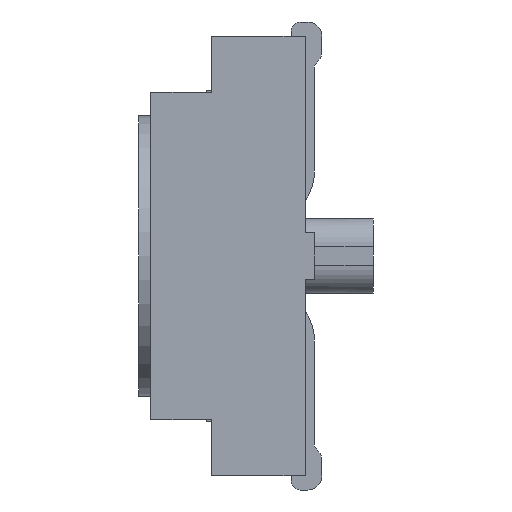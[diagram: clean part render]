
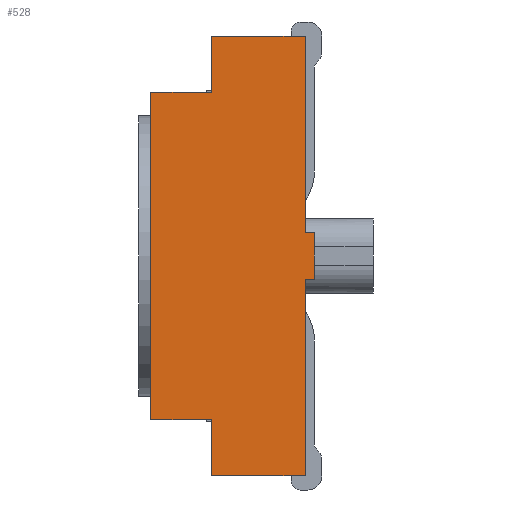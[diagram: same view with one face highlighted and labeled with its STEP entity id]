
A CAD part, left-side view. The second image highlights one B-rep face of the part: STEP entity #528.
In plain terms, the highlighted planar face has unit normal (-1, 0, 0).
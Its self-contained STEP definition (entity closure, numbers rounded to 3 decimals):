
#528 = ADVANCED_FACE( '', ( #1967 ), #1968, .F. );
#1967 = FACE_OUTER_BOUND( '', #4173, .T. );
#1968 = PLANE( '', #4174 );
#4173 = EDGE_LOOP( '', ( #8919, #8920, #8921, #8922, #8923, #8924, #8925, #8926, #8927, #8928, #8929, #8930 ) );
#4174 = AXIS2_PLACEMENT_3D( '', #8931, #8932, #8933 );
#8919 = ORIENTED_EDGE( '', *, *, #15889, .T. );
#8920 = ORIENTED_EDGE( '', *, *, #16847, .T. );
#8921 = ORIENTED_EDGE( '', *, *, #15991, .T. );
#8922 = ORIENTED_EDGE( '', *, *, #16878, .F. );
#8923 = ORIENTED_EDGE( '', *, *, #16859, .F. );
#8924 = ORIENTED_EDGE( '', *, *, #16841, .T. );
#8925 = ORIENTED_EDGE( '', *, *, #15916, .F. );
#8926 = ORIENTED_EDGE( '', *, *, #16778, .T. );
#8927 = ORIENTED_EDGE( '', *, *, #16782, .T. );
#8928 = ORIENTED_EDGE( '', *, *, #16927, .F. );
#8929 = ORIENTED_EDGE( '', *, *, #16772, .T. );
#8930 = ORIENTED_EDGE( '', *, *, #16775, .T. );
#8931 = CARTESIAN_POINT( '', ( -4.53, 1.65, -2.35 ) );
#8932 = DIRECTION( '', ( 1., 0., 0. ) );
#8933 = DIRECTION( '', ( 0., 0., -1. ) );
#15889 = EDGE_CURVE( '', #19385, #19383, #19386, .T. );
#15916 = EDGE_CURVE( '', #19431, #19432, #19433, .T. );
#15991 = EDGE_CURVE( '', #19577, #19575, #19578, .T. );
#16772 = EDGE_CURVE( '', #20848, #20846, #20849, .T. );
#16775 = EDGE_CURVE( '', #20846, #19385, #20853, .T. );
#16778 = EDGE_CURVE( '', #19431, #20856, #20858, .T. );
#16782 = EDGE_CURVE( '', #20856, #20863, #20865, .T. );
#16841 = EDGE_CURVE( '', #20955, #19432, #20956, .T. );
#16847 = EDGE_CURVE( '', #19383, #19577, #20965, .T. );
#16859 = EDGE_CURVE( '', #20955, #20988, #20989, .T. );
#16878 = EDGE_CURVE( '', #20988, #19575, #21014, .T. );
#16927 = EDGE_CURVE( '', #20848, #20863, #21085, .T. );
#19383 = VERTEX_POINT( '', #25152 );
#19385 = VERTEX_POINT( '', #25155 );
#19386 = LINE( '', #25156, #25157 );
#19431 = VERTEX_POINT( '', #25228 );
#19432 = VERTEX_POINT( '', #25229 );
#19433 = LINE( '', #25230, #25231 );
#19575 = VERTEX_POINT( '', #25446 );
#19577 = VERTEX_POINT( '', #25449 );
#19578 = LINE( '', #25450, #25451 );
#20846 = VERTEX_POINT( '', #27498 );
#20848 = VERTEX_POINT( '', #27501 );
#20849 = LINE( '', #27502, #27503 );
#20853 = LINE( '', #27509, #27510 );
#20856 = VERTEX_POINT( '', #27514 );
#20858 = LINE( '', #27517, #27518 );
#20863 = VERTEX_POINT( '', #27525 );
#20865 = LINE( '', #27528, #27529 );
#20955 = VERTEX_POINT( '', #27676 );
#20956 = LINE( '', #27677, #27678 );
#20965 = LINE( '', #27690, #27691 );
#20988 = VERTEX_POINT( '', #27725 );
#20989 = LINE( '', #27726, #27727 );
#21014 = LINE( '', #27768, #27769 );
#21085 = LINE( '', #27879, #27880 );
#25152 = CARTESIAN_POINT( '', ( -4.53, 0., -2.35 ) );
#25155 = CARTESIAN_POINT( '', ( -4.53, 1., -2.35 ) );
#25156 = CARTESIAN_POINT( '', ( -4.53, 1.65, -2.35 ) );
#25157 = VECTOR( '', #33193, 1000. );
#25228 = CARTESIAN_POINT( '', ( -4.53, 1., 2.35 ) );
#25229 = CARTESIAN_POINT( '', ( -4.53, 0., 2.35 ) );
#25230 = CARTESIAN_POINT( '', ( -4.53, 1.65, 2.35 ) );
#25231 = VECTOR( '', #33220, 1000. );
#25446 = CARTESIAN_POINT( '', ( -4.53, -0.1, -0.25 ) );
#25449 = CARTESIAN_POINT( '', ( -4.53, 0., -0.25 ) );
#25450 = CARTESIAN_POINT( '', ( -4.53, 0.1, -0.25 ) );
#25451 = VECTOR( '', #33295, 1000. );
#27498 = CARTESIAN_POINT( '', ( -4.53, 1., -1.75 ) );
#27501 = CARTESIAN_POINT( '', ( -4.53, 1.65, -1.75 ) );
#27502 = CARTESIAN_POINT( '', ( -4.53, 1.65, -1.75 ) );
#27503 = VECTOR( '', #34076, 1000. );
#27509 = CARTESIAN_POINT( '', ( -4.53, 1., -1.75 ) );
#27510 = VECTOR( '', #34079, 1000. );
#27514 = CARTESIAN_POINT( '', ( -4.53, 1., 1.75 ) );
#27517 = CARTESIAN_POINT( '', ( -4.53, 1., 2.35 ) );
#27518 = VECTOR( '', #34082, 1000. );
#27525 = CARTESIAN_POINT( '', ( -4.53, 1.65, 1.75 ) );
#27528 = CARTESIAN_POINT( '', ( -4.53, 1., 1.75 ) );
#27529 = VECTOR( '', #34086, 1000. );
#27676 = CARTESIAN_POINT( '', ( -4.53, 0., 0.25 ) );
#27677 = CARTESIAN_POINT( '', ( -4.53, 0., -2.35 ) );
#27678 = VECTOR( '', #34147, 1000. );
#27690 = CARTESIAN_POINT( '', ( -4.53, 0., -2.35 ) );
#27691 = VECTOR( '', #34157, 1000. );
#27725 = CARTESIAN_POINT( '', ( -4.53, -0.1, 0.25 ) );
#27726 = CARTESIAN_POINT( '', ( -4.53, 0.1, 0.25 ) );
#27727 = VECTOR( '', #34169, 1000. );
#27768 = CARTESIAN_POINT( '', ( -4.53, -0.1, 0.25 ) );
#27769 = VECTOR( '', #34192, 1000. );
#27879 = CARTESIAN_POINT( '', ( -4.53, 1.65, -2.35 ) );
#27880 = VECTOR( '', #34259, 1000. );
#33193 = DIRECTION( '', ( 0., -1., 0. ) );
#33220 = DIRECTION( '', ( 0., -1., 0. ) );
#33295 = DIRECTION( '', ( 0., -1., 0. ) );
#34076 = DIRECTION( '', ( 0., -1., 0. ) );
#34079 = DIRECTION( '', ( 0., 0., -1. ) );
#34082 = DIRECTION( '', ( 0., 0., -1. ) );
#34086 = DIRECTION( '', ( 0., 1., 0. ) );
#34147 = DIRECTION( '', ( 0., 0., 1. ) );
#34157 = DIRECTION( '', ( 0., 0., 1. ) );
#34169 = DIRECTION( '', ( 0., -1., 0. ) );
#34192 = DIRECTION( '', ( 0., 0., -1. ) );
#34259 = DIRECTION( '', ( 0., 0., 1. ) );
